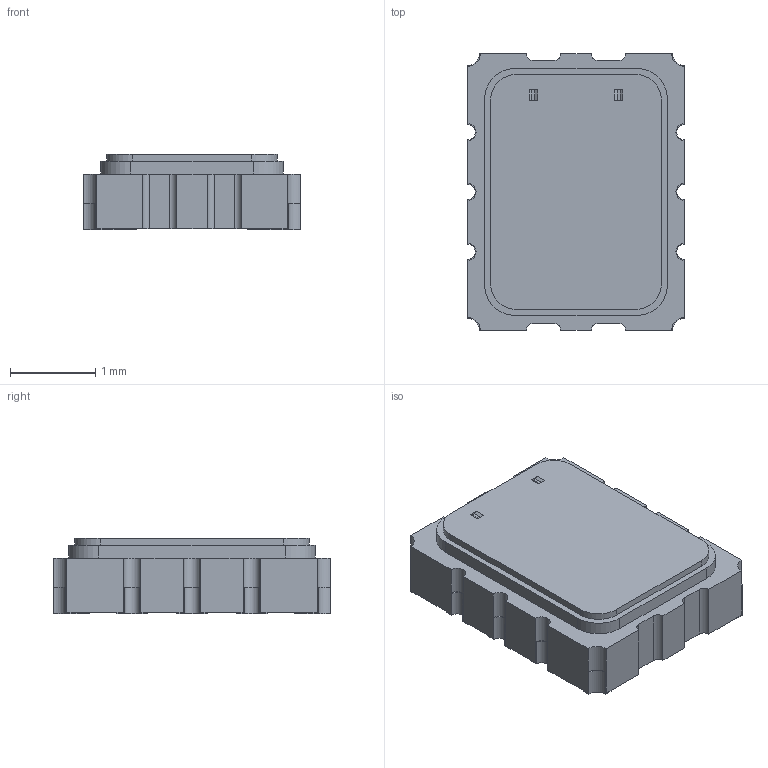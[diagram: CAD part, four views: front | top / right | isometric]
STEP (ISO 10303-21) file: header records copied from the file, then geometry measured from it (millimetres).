
FILE_DESCRIPTION(('FreeCAD Model'),'2;1');
FILE_NAME('03__3DMODEL__TG-3541CE_REV0_ASM_sp.step','2020-07-06T14:57:25',( 'kicad StepUp'),('ksu MCAD'),'Open CASCADE STEP processor 7.3', 'FreeCAD','Unknown');
FILE_SCHEMA(('AUTOMOTIVE_DESIGN { 1 0 10303 214 1 1 1 1 }'));
Length unit declared in the file: millimetre
Products named in the file (1): 03__3DMODEL__TG-3541CE_REV0_ASM_sp
Bounding box: 2.54 x 3.24 x 0.88 mm (x, y, z)
Volume: 5.8 mm3; surface area: 36 mm2
Topology: 1 solids, 2 shells, 212 faces, 552 edges, 348 vertices
Faces by surface type: plane 151, cylinder 61
Entity records: 15267 total; most frequent: CARTESIAN_POINT 2598, DIRECTION 2147, LINE 1375, VECTOR 1375, ORIENTED_EDGE 1104, PCURVE 1104, DEFINITIONAL_REPRESENTATION 1104, EDGE_CURVE 552
